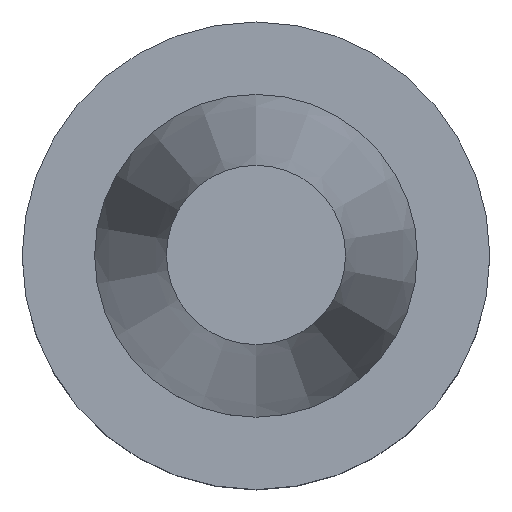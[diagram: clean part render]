
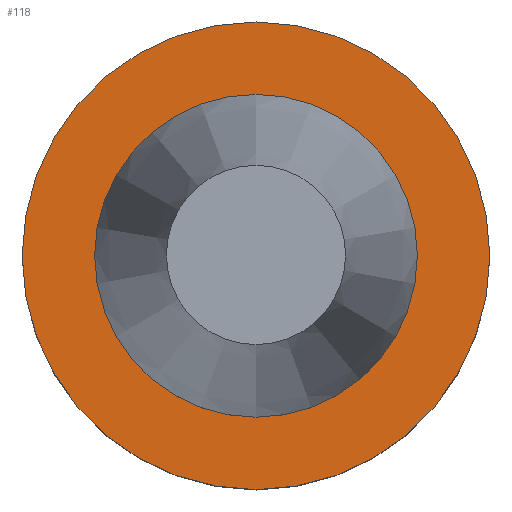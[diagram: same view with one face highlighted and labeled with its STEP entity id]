
A CAD part, top view. The second image highlights one B-rep face of the part: STEP entity #118.
In plain terms, the highlighted planar face has unit normal (0, 0, 1).
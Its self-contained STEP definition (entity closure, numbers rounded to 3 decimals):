
#103=EDGE_CURVE('Unnamed[1]',#242,#242,#243,.T.);
#118=ADVANCED_FACE('Unnamed[1]',(#264,#265),#266,.T.);
#170=EDGE_CURVE('Unnamed[1]',#346,#346,#347,.T.);
#242=VERTEX_POINT('',#426);
#243=CIRCLE('',#427,15.875);
#264=FACE_OUTER_BOUND('',#454,.T.);
#265=FACE_BOUND('',#455,.T.);
#266=PLANE('',#456);
#346=VERTEX_POINT('',#557);
#347=CIRCLE('',#558,23.0);
#426=CARTESIAN_POINT('',(0.,15.875,-1.));
#427=AXIS2_PLACEMENT_3D('',#623,#624,#625);
#454=EDGE_LOOP('',(#647));
#455=EDGE_LOOP('',(#648));
#456=AXIS2_PLACEMENT_3D('',#649,#650,#651);
#557=CARTESIAN_POINT('',(0.,23.0,-1.));
#558=AXIS2_PLACEMENT_3D('',#740,#741,#742);
#623=CARTESIAN_POINT('',(0.,0.,-1.0));
#624=DIRECTION('',(0.,0.,-1.0));
#625=DIRECTION('',(0.,1.0,0.));
#647=ORIENTED_EDGE('',*,*,#170,.F.);
#648=ORIENTED_EDGE('',*,*,#103,.T.);
#649=CARTESIAN_POINT('',(0.,19.438,-1.));
#650=DIRECTION('',(0.,0.,1.0));
#651=DIRECTION('',(0.,-1.0,0.));
#740=CARTESIAN_POINT('',(0.,0.,-1.0));
#741=DIRECTION('',(0.,0.,-1.0));
#742=DIRECTION('',(0.,1.0,0.));
